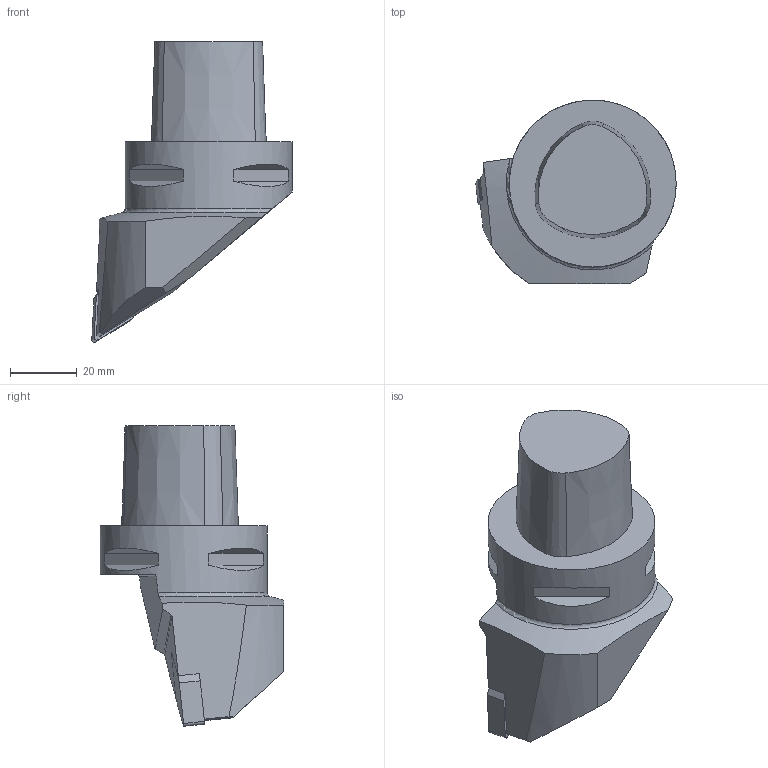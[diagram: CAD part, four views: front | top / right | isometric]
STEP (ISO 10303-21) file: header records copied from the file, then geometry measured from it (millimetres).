
FILE_DESCRIPTION(/* description */ (''),/* implementation_level */ '2;1');
FILE_NAME(/* name */ 'C5-DDJNR-35060-15JETI2_Basic.stp',/* time_stamp */ '2021-07-10T16:22:39+06:00',/* author */ (''),/* organization */ (''),/* preprocessor_version */ 'ST-DEVELOPER v16.7',/* originating_system */ 'SIEMENS PLM Software NX 12.0',/* authorisation */ '');
FILE_SCHEMA (('AUTOMOTIVE_DESIGN { 1 0 10303 214 3 1 1 1 }'));
Length unit declared in the file: millimetre
Products named in the file (4): CUT; NOCUT; ASSEMBLY_CONSTRUCTION; A2319049_01-updated_Basic_stp
Assembly tree (3 placements, depth 2):
  A2319049_01-updated_Basic_stp
    ASSEMBLY_CONSTRUCTION
    NOCUT
    CUT
Bounding box: 60.01 x 55 x 90 mm (x, y, z)
Volume: 95497.1 mm3; surface area: 15048 mm2
Topology: 2 solids, 2 shells, 51 faces, 127 edges, 91 vertices
Faces by surface type: plane 36, cone 7, cylinder 7, torus 1
Full cylindrical faces by diameter (mm): 50 x1
Entity records: 1762 total; most frequent: CARTESIAN_POINT 369, DIRECTION 274, ORIENTED_EDGE 248, EDGE_CURVE 124, AXIS2_PLACEMENT_3D 99, VERTEX_POINT 83, LINE 76, VECTOR 76
